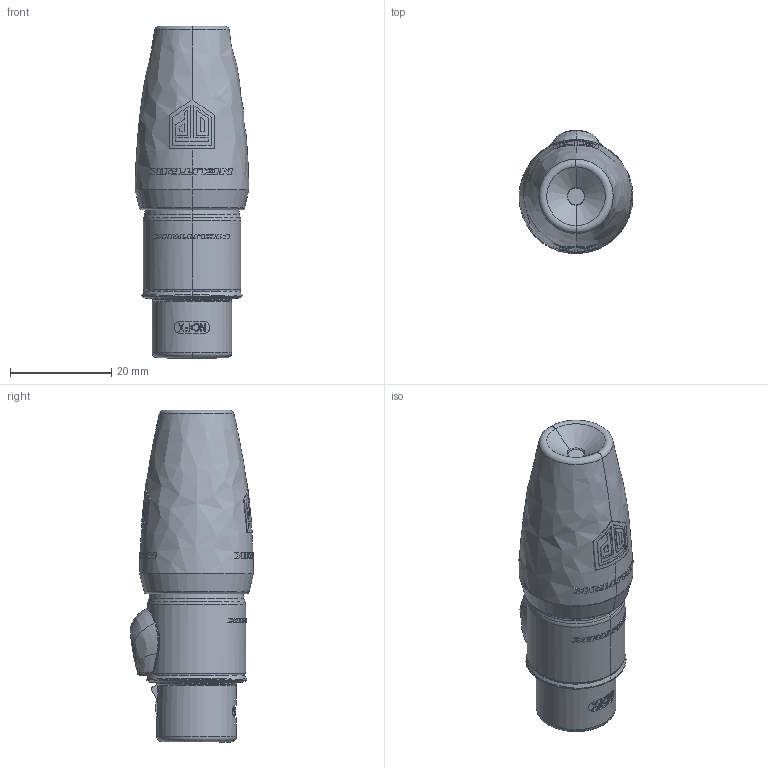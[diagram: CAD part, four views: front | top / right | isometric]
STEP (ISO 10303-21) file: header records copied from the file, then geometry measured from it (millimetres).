
FILE_DESCRIPTION((''),'2;1');
FILE_NAME('30010117','2022-11-22T11:05:28',('SYSTEM'),(''),'CREO PARAMETRIC BY PTC INC, 2021184','CREO PARAMETRIC BY PTC INC, 2021184','');
FILE_SCHEMA(('CONFIG_CONTROL_DESIGN'));
Length unit declared in the file: millimetre
Products named in the file (1): 30010117
Bounding box: 22.52 x 24.39 x 65.62 mm (x, y, z)
Volume: 18850.9 mm3; surface area: 4873.1 mm2
Topology: 1 solids, 3 shells, 1222 faces, 3245 edges, 2089 vertices
Faces by surface type: plane 577, bspline 396, cone 94, cylinder 85, torus 55, extrusion 14, sphere 1
Entity records: 54596 total; most frequent: CARTESIAN_POINT 27378, ORIENTED_EDGE 6488, DIRECTION 4341, EDGE_CURVE 3244, VERTEX_POINT 2089, VECTOR 1459, LINE 1445, AXIS2_PLACEMENT_3D 1441
